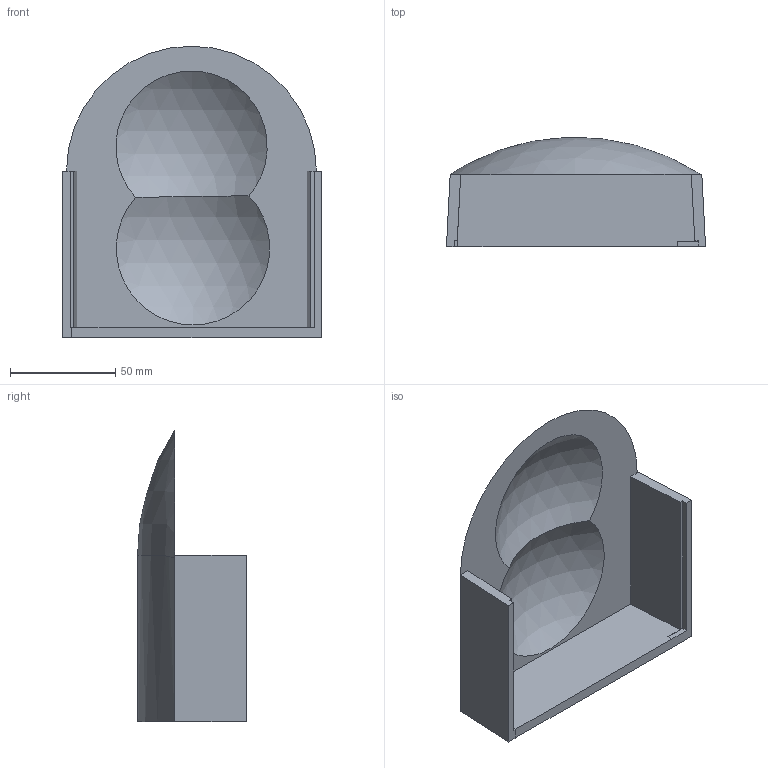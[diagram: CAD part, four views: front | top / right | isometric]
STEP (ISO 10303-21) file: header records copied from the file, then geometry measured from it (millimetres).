
FILE_DESCRIPTION(('Open CASCADE Model'),'2;1');
FILE_NAME('Open CASCADE Shape Model','2019-01-30T09:32:38',('Author'),( 'Open CASCADE'),'Open CASCADE STEP processor 6.3','Open CASCADE 6.3' ,'Unknown');
FILE_SCHEMA(('AUTOMOTIVE_DESIGN_CC2 { 1 2 10303 214 -1 1 5 4 }'));
Length unit declared in the file: millimetre
Products named in the file (1): Open CASCADE STEP translator 6.3 1
Bounding box: 123.13 x 51.75 x 138.55 mm (x, y, z)
Volume: 149358.9 mm3; surface area: 52368.6 mm2
Topology: 1 solids, 1 shells, 27 faces, 78 edges, 54 vertices
Faces by surface type: plane 23, sphere 3, cylinder 1
Entity records: 2154 total; most frequent: CARTESIAN_POINT 591, DIRECTION 284, LINE 190, VECTOR 190, ORIENTED_EDGE 156, PCURVE 156, DEFINITIONAL_REPRESENTATION 156, EDGE_CURVE 78
